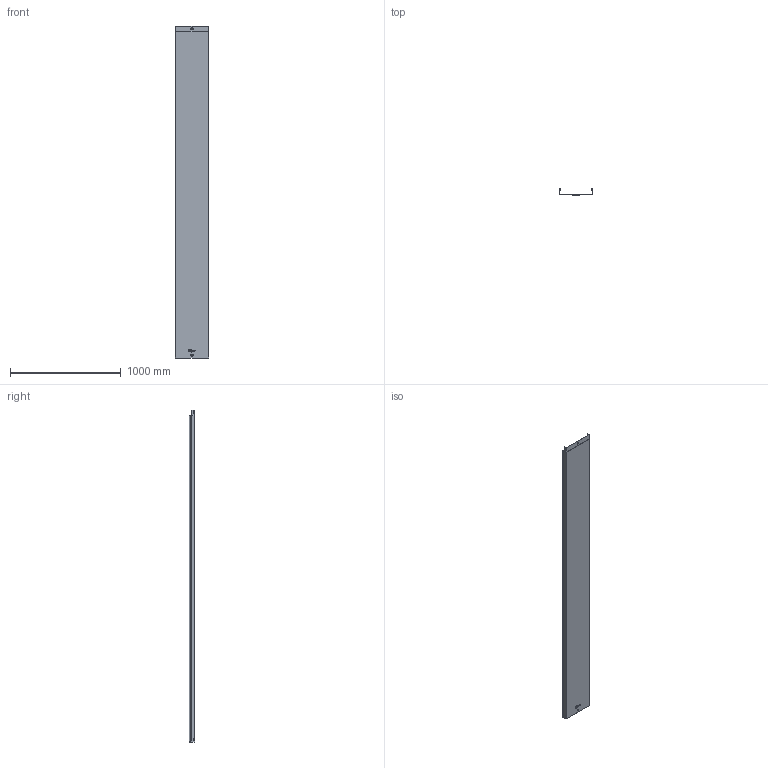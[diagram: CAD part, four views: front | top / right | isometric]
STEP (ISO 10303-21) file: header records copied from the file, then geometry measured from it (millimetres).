
FILE_DESCRIPTION (( 'STEP AP203' ), '1' );
FILE_NAME ('Cable tray 50õ300õ3000.STEP', '2019-04-24T06:28:20', ( '' ), ( '' ), 'SwSTEP 2.0', 'SolidWorks 2017', '' );
FILE_SCHEMA (( 'CONFIG_CONTROL_DESIGN' ));
Length unit declared in the file: millimetre
Products named in the file (1): Cable tray 50õ300õ3000
Bounding box: 303.08 x 51.34 x 3000 mm (x, y, z)
Volume: 1019597.3 mm3; surface area: 2554686.6 mm2
Topology: 1 solids, 1 shells, 411 faces, 1001 edges, 612 vertices
Faces by surface type: plane 174, cylinder 129, bspline 67, torus 41
Entity records: 16293 total; most frequent: CARTESIAN_POINT 6995, ORIENTED_EDGE 2002, DIRECTION 1790, EDGE_CURVE 1001, AXIS2_PLACEMENT_3D 617, VERTEX_POINT 612, VECTOR 556, LINE 556
